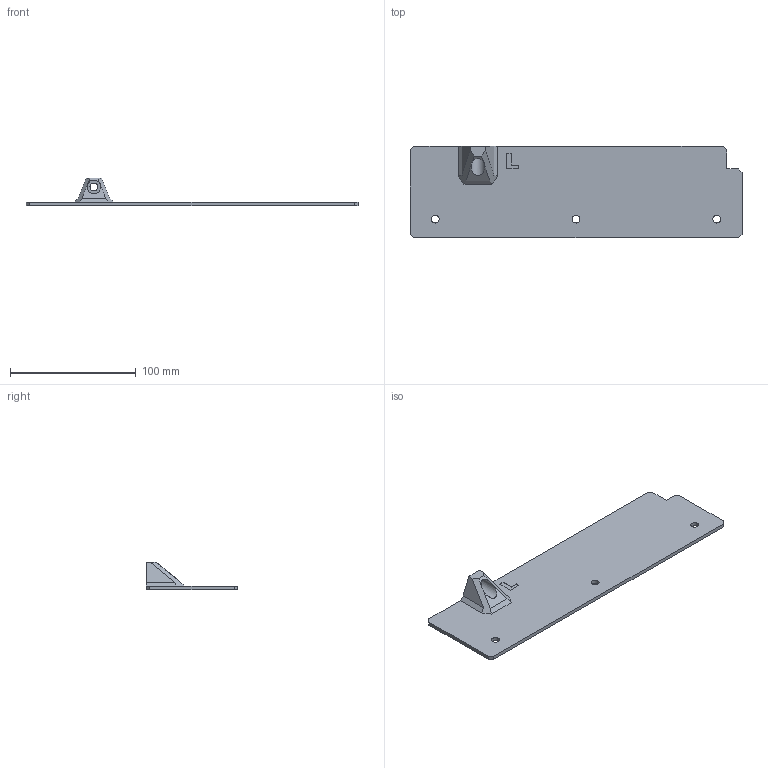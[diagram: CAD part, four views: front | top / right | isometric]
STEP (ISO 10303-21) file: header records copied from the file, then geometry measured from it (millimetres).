
FILE_DESCRIPTION(/* description */ (''),/* implementation_level */ '2;1');
FILE_NAME(/* name */ 'shelf_left_500_3.1.step',/* time_stamp */ '2022-06-24T11:24:35+01:00',/* author */ (''),/* organization */ (''),/* preprocessor_version */ 'ST-DEVELOPER v19',/* originating_system */ 'Autodesk Translation Framework v11.7.0.108',/* authorisation */ '');
FILE_SCHEMA (('AUTOMOTIVE_DESIGN { 1 0 10303 214 3 1 1 }'));
Length unit declared in the file: millimetre
Products named in the file (1): shelf_left_500_3.1
Bounding box: 264 x 73 x 22 mm (x, y, z)
Volume: 63039.9 mm3; surface area: 41411.3 mm2
Topology: 1 solids, 1 shells, 36 faces, 99 edges, 66 vertices
Faces by surface type: plane 31, cylinder 5
Full cylindrical faces by diameter (mm): 6.3 x4, 11 x1
Entity records: 1193 total; most frequent: CARTESIAN_POINT 202, ORIENTED_EDGE 198, DIRECTION 187, EDGE_CURVE 99, LINE 85, VECTOR 85, VERTEX_POINT 66, AXIS2_PLACEMENT_3D 51
